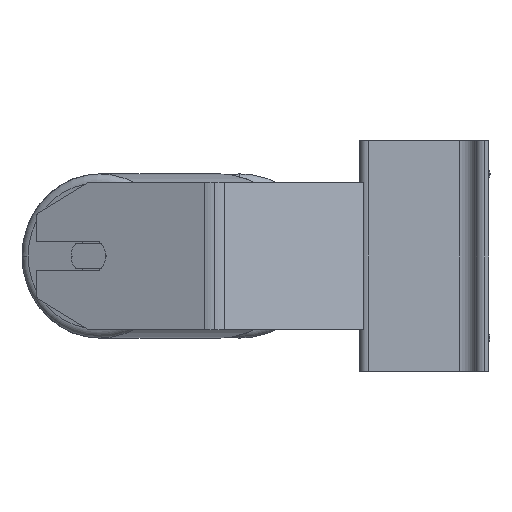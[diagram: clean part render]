
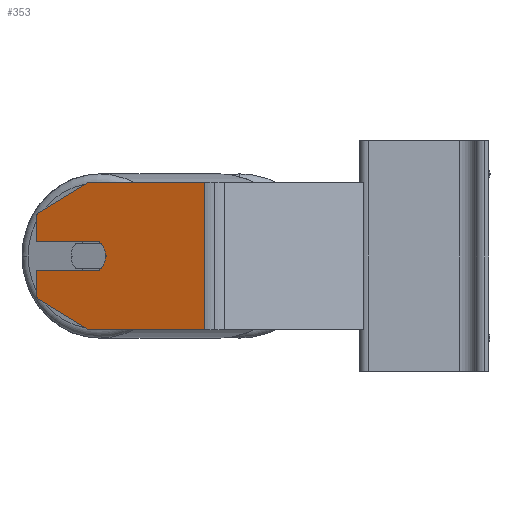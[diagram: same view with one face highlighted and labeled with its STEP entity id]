
A CAD part, left-side view. The second image highlights one B-rep face of the part: STEP entity #353.
In plain terms, the highlighted planar face has unit normal (-0.94, 0.342, 0).
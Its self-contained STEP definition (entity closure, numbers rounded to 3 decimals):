
#6 = ORIENTED_EDGE ( 'NONE', *, *, #8214, .F. ) ;
#213 = VECTOR ( 'NONE', #1494, 1000. ) ;
#276 = VERTEX_POINT ( 'NONE', #5971 ) ;
#353 = ADVANCED_FACE ( 'NONE', ( #3197 ), #7934, .F. ) ;
#371 = CARTESIAN_POINT ( 'NONE',  ( -331.798, 193.336, 40. ) ) ;
#385 = VECTOR ( 'NONE', #8268, 1000. ) ;
#612 = LINE ( 'NONE', #8669, #5306 ) ;
#738 = CARTESIAN_POINT ( 'NONE',  ( -342.059, 165.146, 0. ) ) ;
#760 = EDGE_CURVE ( 'NONE', #6749, #5880, #2729, .T. ) ;
#848 = DIRECTION ( 'NONE',  ( -0.94, 0.342, 0. ) ) ;
#918 = CARTESIAN_POINT ( 'NONE',  ( -331.798, 193.336, 40. ) ) ;
#1029 = DIRECTION ( 'NONE',  ( -0.342, -0.94, 0. ) ) ;
#1182 = LINE ( 'NONE', #10151, #8081 ) ;
#1187 = EDGE_CURVE ( 'NONE', #276, #2295, #1265, .T. ) ;
#1265 = CIRCLE ( 'NONE', #9996, 10. ) ;
#1494 = DIRECTION ( 'NONE',  ( -0.342, -0.94, 0. ) ) ;
#1538 = EDGE_CURVE ( 'NONE', #10167, #5541, #3993, .T. ) ;
#1755 = DIRECTION ( 'NONE',  ( -0.342, -0.94, 0. ) ) ;
#2014 = VECTOR ( 'NONE', #6263, 1000. ) ;
#2170 = VERTEX_POINT ( 'NONE', #8904 ) ;
#2295 = VERTEX_POINT ( 'NONE', #9868 ) ;
#2729 = LINE ( 'NONE', #918, #385 ) ;
#2747 = CARTESIAN_POINT ( 'NONE',  ( -331.798, 193.336, -8. ) ) ;
#2783 = DIRECTION ( 'NONE',  ( -0.296, -0.814, -0.5 ) ) ;
#3004 = CARTESIAN_POINT ( 'NONE',  ( -331.798, 193.336, 22.679 ) ) ;
#3062 = ORIENTED_EDGE ( 'NONE', *, *, #1538, .T. ) ;
#3197 = FACE_OUTER_BOUND ( 'NONE', #9974, .T. ) ;
#3312 = CARTESIAN_POINT ( 'NONE',  ( -342.059, 165.146, 0. ) ) ;
#3362 = VERTEX_POINT ( 'NONE', #4603 ) ;
#3638 = LINE ( 'NONE', #371, #4462 ) ;
#3867 = DIRECTION ( 'NONE',  ( 0., 0., -1. ) ) ;
#3913 = CARTESIAN_POINT ( 'NONE',  ( -364.948, 102.257, 40. ) ) ;
#3993 = LINE ( 'NONE', #6474, #213 ) ;
#4340 = LINE ( 'NONE', #9900, #9008 ) ;
#4379 = DIRECTION ( 'NONE',  ( 0., 0., -1. ) ) ;
#4462 = VECTOR ( 'NONE', #4379, 1000. ) ;
#4583 = DIRECTION ( 'NONE',  ( -0.342, -0.94, 0. ) ) ;
#4589 = ORIENTED_EDGE ( 'NONE', *, *, #8665, .T. ) ;
#4603 = CARTESIAN_POINT ( 'NONE',  ( -331.798, 193.336, -8. ) ) ;
#4705 = EDGE_CURVE ( 'NONE', #5482, #8434, #4340, .T. ) ;
#4738 = VECTOR ( 'NONE', #5103, 1000. ) ;
#4790 = CARTESIAN_POINT ( 'NONE',  ( -331.798, 193.336, 40. ) ) ;
#4837 = AXIS2_PLACEMENT_3D ( 'NONE', #4790, #7165, #9544 ) ;
#5103 = DIRECTION ( 'NONE',  ( -0.342, -0.94, 0. ) ) ;
#5306 = VECTOR ( 'NONE', #3867, 1000. ) ;
#5482 = VERTEX_POINT ( 'NONE', #6002 ) ;
#5498 = ORIENTED_EDGE ( 'NONE', *, *, #4705, .F. ) ;
#5541 = VERTEX_POINT ( 'NONE', #8553 ) ;
#5646 = CARTESIAN_POINT ( 'NONE',  ( -331.798, 193.336, 8. ) ) ;
#5784 = CARTESIAN_POINT ( 'NONE',  ( -342.059, 165.146, -40. ) ) ;
#5880 = VERTEX_POINT ( 'NONE', #7415 ) ;
#5971 = CARTESIAN_POINT ( 'NONE',  ( -344.111, 159.508, -8. ) ) ;
#6002 = CARTESIAN_POINT ( 'NONE',  ( -342.059, 165.146, 40. ) ) ;
#6263 = DIRECTION ( 'NONE',  ( 0.342, 0.94, 0. ) ) ;
#6430 = ORIENTED_EDGE ( 'NONE', *, *, #8607, .T. ) ;
#6474 = CARTESIAN_POINT ( 'NONE',  ( -331.798, 193.336, -40. ) ) ;
#6559 = EDGE_CURVE ( 'NONE', #6595, #5880, #9756, .T. ) ;
#6576 = EDGE_CURVE ( 'NONE', #3362, #276, #10068, .T. ) ;
#6595 = VERTEX_POINT ( 'NONE', #6823 ) ;
#6749 = VERTEX_POINT ( 'NONE', #10336 ) ;
#6823 = CARTESIAN_POINT ( 'NONE',  ( -344.111, 159.508, 8. ) ) ;
#6914 = LINE ( 'NONE', #3004, #8936 ) ;
#7165 = DIRECTION ( 'NONE',  ( 0.94, -0.342, 0. ) ) ;
#7302 = ORIENTED_EDGE ( 'NONE', *, *, #6576, .F. ) ;
#7397 = CIRCLE ( 'NONE', #9281, 10. ) ;
#7415 = CARTESIAN_POINT ( 'NONE',  ( -331.798, 193.336, 8. ) ) ;
#7490 = EDGE_CURVE ( 'NONE', #3362, #2170, #3638, .T. ) ;
#7934 = PLANE ( 'NONE',  #4837 ) ;
#8043 = EDGE_CURVE ( 'NONE', #2295, #6595, #7397, .T. ) ;
#8081 = VECTOR ( 'NONE', #2783, 1000. ) ;
#8214 = EDGE_CURVE ( 'NONE', #8434, #5541, #612, .T. ) ;
#8268 = DIRECTION ( 'NONE',  ( 0., 0., -1. ) ) ;
#8305 = ORIENTED_EDGE ( 'NONE', *, *, #8043, .F. ) ;
#8434 = VERTEX_POINT ( 'NONE', #3913 ) ;
#8553 = CARTESIAN_POINT ( 'NONE',  ( -364.948, 102.257, -40. ) ) ;
#8607 = EDGE_CURVE ( 'NONE', #5482, #6749, #6914, .T. ) ;
#8665 = EDGE_CURVE ( 'NONE', #2170, #10167, #1182, .T. ) ;
#8669 = CARTESIAN_POINT ( 'NONE',  ( -364.948, 102.257, 40. ) ) ;
#8689 = DIRECTION ( 'NONE',  ( -0.94, 0.342, 0. ) ) ;
#8904 = CARTESIAN_POINT ( 'NONE',  ( -331.798, 193.336, -22.679 ) ) ;
#8936 = VECTOR ( 'NONE', #10210, 1000. ) ;
#9008 = VECTOR ( 'NONE', #1029, 1000. ) ;
#9162 = ORIENTED_EDGE ( 'NONE', *, *, #6559, .F. ) ;
#9281 = AXIS2_PLACEMENT_3D ( 'NONE', #738, #8689, #4583 ) ;
#9373 = ORIENTED_EDGE ( 'NONE', *, *, #1187, .F. ) ;
#9544 = DIRECTION ( 'NONE',  ( 0.342, 0.94, 0. ) ) ;
#9756 = LINE ( 'NONE', #5646, #2014 ) ;
#9868 = CARTESIAN_POINT ( 'NONE',  ( -345.479, 155.749, 0. ) ) ;
#9900 = CARTESIAN_POINT ( 'NONE',  ( -331.798, 193.336, 40. ) ) ;
#9974 = EDGE_LOOP ( 'NONE', ( #10204, #4589, #3062, #6, #5498, #6430, #10460, #9162, #8305, #9373, #7302 ) ) ;
#9996 = AXIS2_PLACEMENT_3D ( 'NONE', #3312, #848, #1755 ) ;
#10068 = LINE ( 'NONE', #2747, #4738 ) ;
#10151 = CARTESIAN_POINT ( 'NONE',  ( -342.059, 165.146, -40. ) ) ;
#10167 = VERTEX_POINT ( 'NONE', #5784 ) ;
#10204 = ORIENTED_EDGE ( 'NONE', *, *, #7490, .T. ) ;
#10210 = DIRECTION ( 'NONE',  ( 0.296, 0.814, -0.5 ) ) ;
#10336 = CARTESIAN_POINT ( 'NONE',  ( -331.798, 193.336, 22.679 ) ) ;
#10460 = ORIENTED_EDGE ( 'NONE', *, *, #760, .T. ) ;
